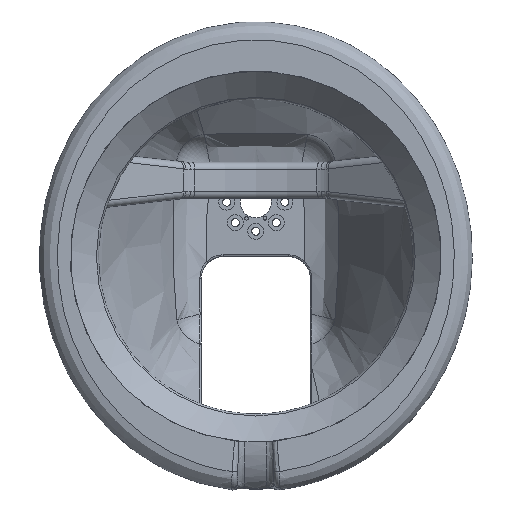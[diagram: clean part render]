
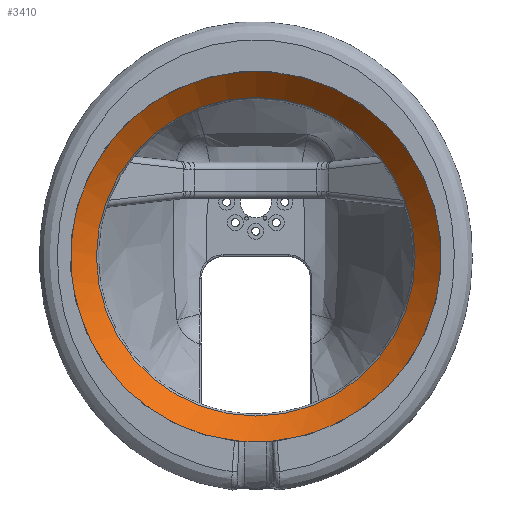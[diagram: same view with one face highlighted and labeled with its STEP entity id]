
A CAD part, front view. The second image highlights one B-rep face of the part: STEP entity #3410.
In plain terms, the highlighted conical face has half-angle 45 degrees and reference radius 40.414 mm.
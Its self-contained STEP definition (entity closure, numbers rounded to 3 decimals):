
#123=CONICAL_SURFACE('',#3710,40.414,0.785);
#156=LINE('',#6705,#278);
#278=VECTOR('',#4183,40.414);
#537=FACE_OUTER_BOUND('',#763,.T.);
#763=EDGE_LOOP('',(#2425,#2426,#2427,#2428,#2429,#2430,#2431,#2432));
#992=CIRCLE('',#3621,43.828);
#1050=CIRCLE('',#3711,51.);
#1051=CIRCLE('',#3712,51.);
#1220=B_SPLINE_CURVE_WITH_KNOTS('',3,(#6709,#6710,#6711,#6712,#6713,#6714),
 .UNSPECIFIED.,.F.,.F.,(4,2,4),(0.,0.022,0.043),
 .UNSPECIFIED.);
#1221=B_SPLINE_CURVE_WITH_KNOTS('',3,(#6716,#6717,#6718,#6719,#6720,#6721,
#6722,#6723,#6724,#6725,#6726,#6727,#6728),.UNSPECIFIED.,.F.,.F.,(4,3,3,
3,4),(0.,0.15,0.3,0.45,
0.6),.UNSPECIFIED.);
#1222=B_SPLINE_CURVE_WITH_KNOTS('',3,(#6730,#6731,#6732,#6733,#6734,#6735),
 .UNSPECIFIED.,.F.,.F.,(4,2,4),(0.,0.022,
0.043),.UNSPECIFIED.);
#1414=VERTEX_POINT('',#5023);
#1487=VERTEX_POINT('',#6704);
#1488=VERTEX_POINT('',#6706);
#1489=VERTEX_POINT('',#6708);
#1490=VERTEX_POINT('',#6715);
#1491=VERTEX_POINT('',#6729);
#1740=EDGE_CURVE('',#1414,#1414,#992,.T.);
#1844=EDGE_CURVE('',#1414,#1487,#156,.T.);
#1845=EDGE_CURVE('',#1487,#1488,#1050,.T.);
#1846=EDGE_CURVE('',#1489,#1488,#1220,.T.);
#1847=EDGE_CURVE('',#1490,#1489,#1221,.T.);
#1848=EDGE_CURVE('',#1491,#1490,#1222,.T.);
#1849=EDGE_CURVE('',#1491,#1487,#1051,.T.);
#2425=ORIENTED_EDGE('',*,*,#1740,.T.);
#2426=ORIENTED_EDGE('',*,*,#1844,.T.);
#2427=ORIENTED_EDGE('',*,*,#1845,.T.);
#2428=ORIENTED_EDGE('',*,*,#1846,.F.);
#2429=ORIENTED_EDGE('',*,*,#1847,.F.);
#2430=ORIENTED_EDGE('',*,*,#1848,.F.);
#2431=ORIENTED_EDGE('',*,*,#1849,.T.);
#2432=ORIENTED_EDGE('',*,*,#1844,.F.);
#3410=ADVANCED_FACE('',(#537),#123,.F.);
#3621=AXIS2_PLACEMENT_3D('',#5025,#3973,#3974);
#3710=AXIS2_PLACEMENT_3D('',#6703,#4181,#4182);
#3711=AXIS2_PLACEMENT_3D('',#6707,#4184,#4185);
#3712=AXIS2_PLACEMENT_3D('',#6736,#4186,#4187);
#3973=DIRECTION('center_axis',(0.,1.,0.));
#3974=DIRECTION('ref_axis',(0.,0.,-1.));
#4181=DIRECTION('center_axis',(0.,-1.,0.));
#4182=DIRECTION('ref_axis',(0.,0.,-1.));
#4183=DIRECTION('',(0.,-0.707,0.707));
#4184=DIRECTION('center_axis',(0.,-1.,0.));
#4185=DIRECTION('ref_axis',(0.,0.,-1.));
#4186=DIRECTION('center_axis',(0.,-1.,0.));
#4187=DIRECTION('ref_axis',(0.,0.,-1.));
#5023=CARTESIAN_POINT('',(0.,-86.414,28.828));
#5025=CARTESIAN_POINT('Origin',(0.,-86.414,-15.));
#6703=CARTESIAN_POINT('Origin',(0.,-83.,-15.));
#6704=CARTESIAN_POINT('',(0.,-93.586,36.));
#6705=CARTESIAN_POINT('',(0.,-83.,25.414));
#6706=CARTESIAN_POINT('',(-3.43,-93.586,-65.885));
#6707=CARTESIAN_POINT('Origin',(0.,-93.586,-15.));
#6708=CARTESIAN_POINT('',(-3.,-93.54,-65.866));
#6709=CARTESIAN_POINT('Ctrl Pts',(-3.,-93.54,-65.866));
#6710=CARTESIAN_POINT('Ctrl Pts',(-3.072,-93.54,-65.862));
#6711=CARTESIAN_POINT('Ctrl Pts',(-3.144,-93.544,-65.862));
#6712=CARTESIAN_POINT('Ctrl Pts',(-3.288,-93.56,-65.868));
#6713=CARTESIAN_POINT('Ctrl Pts',(-3.36,-93.571,-65.874));
#6714=CARTESIAN_POINT('Ctrl Pts',(-3.43,-93.586,-65.885));
#6715=CARTESIAN_POINT('',(3.,-93.54,-65.866));
#6716=CARTESIAN_POINT('Ctrl Pts',(3.,-93.54,-65.866));
#6717=CARTESIAN_POINT('Ctrl Pts',(2.501,-93.538,-65.893));
#6718=CARTESIAN_POINT('Ctrl Pts',(2.001,-93.537,-65.914));
#6719=CARTESIAN_POINT('Ctrl Pts',(1.501,-93.536,-65.928));
#6720=CARTESIAN_POINT('Ctrl Pts',(1.,-93.535,-65.942));
#6721=CARTESIAN_POINT('Ctrl Pts',(0.5,-93.534,-65.948));
#6722=CARTESIAN_POINT('Ctrl Pts',(0.,-93.534,
-65.948));
#6723=CARTESIAN_POINT('Ctrl Pts',(-0.5,-93.534,
-65.948));
#6724=CARTESIAN_POINT('Ctrl Pts',(-1.,-93.535,-65.942));
#6725=CARTESIAN_POINT('Ctrl Pts',(-1.501,-93.536,-65.928));
#6726=CARTESIAN_POINT('Ctrl Pts',(-2.001,-93.537,-65.914));
#6727=CARTESIAN_POINT('Ctrl Pts',(-2.501,-93.538,-65.893));
#6728=CARTESIAN_POINT('Ctrl Pts',(-3.,-93.54,-65.866));
#6729=CARTESIAN_POINT('',(3.43,-93.586,-65.885));
#6730=CARTESIAN_POINT('Ctrl Pts',(3.43,-93.586,-65.885));
#6731=CARTESIAN_POINT('Ctrl Pts',(3.36,-93.571,-65.874));
#6732=CARTESIAN_POINT('Ctrl Pts',(3.288,-93.56,-65.868));
#6733=CARTESIAN_POINT('Ctrl Pts',(3.144,-93.544,-65.862));
#6734=CARTESIAN_POINT('Ctrl Pts',(3.072,-93.54,-65.862));
#6735=CARTESIAN_POINT('Ctrl Pts',(3.,-93.54,-65.866));
#6736=CARTESIAN_POINT('Origin',(0.,-93.586,-15.));
